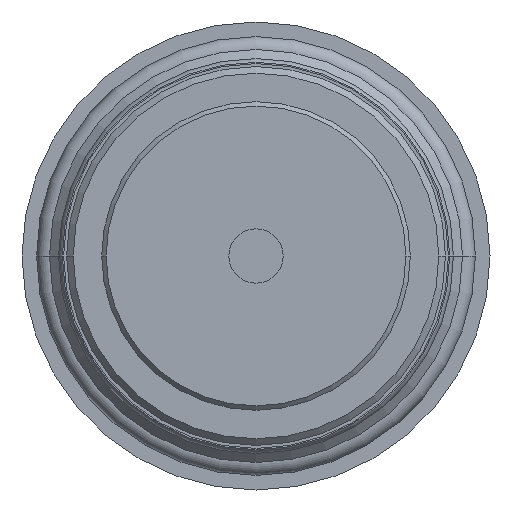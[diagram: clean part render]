
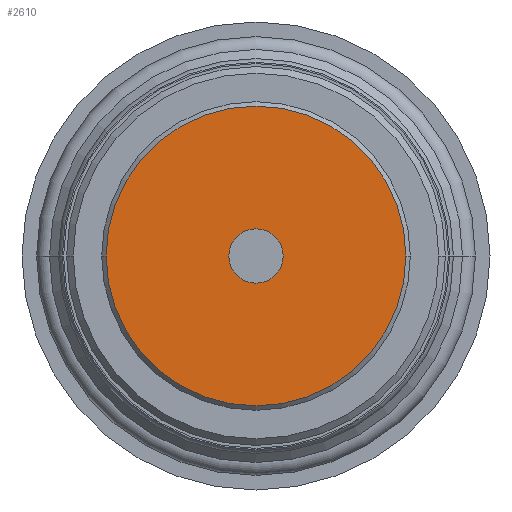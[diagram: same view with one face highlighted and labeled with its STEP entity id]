
A CAD part, left-side view. The second image highlights one B-rep face of the part: STEP entity #2610.
In plain terms, the highlighted planar face has unit normal (-1, 0, 0).
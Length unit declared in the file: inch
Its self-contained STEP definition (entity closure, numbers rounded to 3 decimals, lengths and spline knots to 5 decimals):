
#502=CARTESIAN_POINT('',(-3.145,0.,0.));
#503=DIRECTION('',(-1.,0.,0.));
#504=DIRECTION('',(0.,1.,0.));
#505=AXIS2_PLACEMENT_3D('',#502,#503,#504);
#510=CARTESIAN_POINT('',(-3.145,0.,0.));
#511=DIRECTION('',(1.,0.,0.));
#512=DIRECTION('',(0.,1.,0.));
#513=AXIS2_PLACEMENT_3D('',#510,#511,#512);
#518=CARTESIAN_POINT('',(-3.145,0.,0.));
#519=DIRECTION('',(1.,0.,0.));
#520=DIRECTION('',(0.,1.,0.));
#521=AXIS2_PLACEMENT_3D('',#518,#519,#520);
#533=CARTESIAN_POINT('',(-3.145,0.,0.));
#534=DIRECTION('',(-1.,0.,0.));
#535=DIRECTION('',(0.,1.,0.));
#536=AXIS2_PLACEMENT_3D('',#533,#534,#535);
#2091=CARTESIAN_POINT('',(-3.145,0.6805,0.));
#2092=CARTESIAN_POINT('',(-3.145,-0.6805,0.));
#2093=VERTEX_POINT('',#2091);
#2094=VERTEX_POINT('',#2092);
#2095=CARTESIAN_POINT('',(-3.145,0.1235,0.));
#2096=CARTESIAN_POINT('',(-3.145,-0.1235,0.));
#2097=VERTEX_POINT('',#2095);
#2098=VERTEX_POINT('',#2096);
#2595=CARTESIAN_POINT('',(-3.145,0.,0.));
#2596=DIRECTION('',(1.,0.,0.));
#2597=DIRECTION('',(0.,-1.,0.));
#2598=AXIS2_PLACEMENT_3D('',#2595,#2596,#2597);
#2599=PLANE('',#2598);
#2600=ORIENTED_EDGE('',*,*,#2589,.F.);
#2601=ORIENTED_EDGE('',*,*,#2575,.T.);
#2602=EDGE_LOOP('',(#2600,#2601));
#2603=FACE_OUTER_BOUND('',#2602,.F.);
#2605=ORIENTED_EDGE('',*,*,#2604,.F.);
#2607=ORIENTED_EDGE('',*,*,#2606,.T.);
#2608=EDGE_LOOP('',(#2605,#2607));
#2609=FACE_BOUND('',#2608,.F.);
#506=CIRCLE('',#505,0.6805);
#514=CIRCLE('',#513,0.6805);
#522=CIRCLE('',#521,0.1235);
#537=CIRCLE('',#536,0.1235);
#2575=EDGE_CURVE('',#2093,#2094,#514,.T.);
#2589=EDGE_CURVE('',#2093,#2094,#506,.T.);
#2604=EDGE_CURVE('',#2097,#2098,#522,.T.);
#2606=EDGE_CURVE('',#2097,#2098,#537,.T.);
#2610=ADVANCED_FACE('',(#2603,#2609),#2599,.F.);
